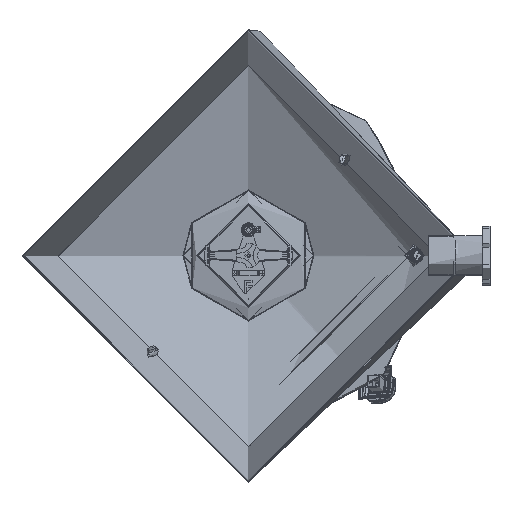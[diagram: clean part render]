
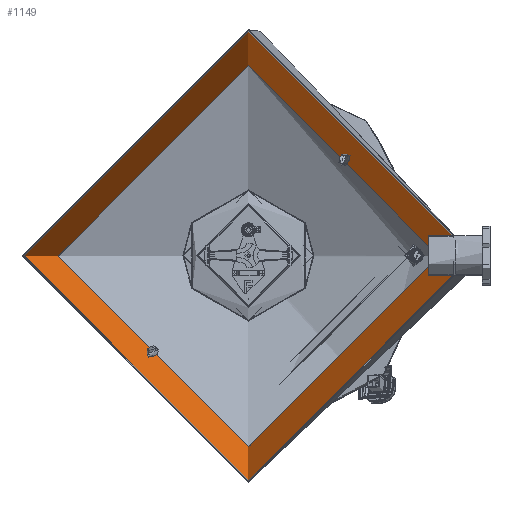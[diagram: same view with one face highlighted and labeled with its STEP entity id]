
A CAD part, top view. The second image highlights one B-rep face of the part: STEP entity #1149.
In plain terms, the highlighted toroidal (fillet/blend) face has major radius 740.674 mm and minor radius 353.332 mm.
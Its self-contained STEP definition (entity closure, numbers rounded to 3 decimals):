
#1149 = ADVANCED_FACE( '', ( #2937, #2938 ), #2939, .F. );
#2937 = FACE_OUTER_BOUND( '', #7179, .T. );
#2938 = FACE_OUTER_BOUND( '', #7180, .T. );
#2939 = TOROIDAL_SURFACE( '', #7181, 740.674, 353.332 );
#7179 = EDGE_LOOP( '', ( #14986 ) );
#7180 = EDGE_LOOP( '', ( #14987 ) );
#7181 = AXIS2_PLACEMENT_3D( '', #14988, #14989, #14990 );
#14986 = ORIENTED_EDGE( '', *, *, #20976, .F. );
#14987 = ORIENTED_EDGE( '', *, *, #20977, .T. );
#14988 = CARTESIAN_POINT( '', ( 0., 0., -361.212 ) );
#14989 = DIRECTION( '', ( 0., 0., -1. ) );
#14990 = DIRECTION( '', ( 0., 1., 0. ) );
#20976 = EDGE_CURVE( '', #23554, #23554, #23555, .T. );
#20977 = EDGE_CURVE( '', #23556, #23556, #23557, .T. );
#23554 = VERTEX_POINT( '', #40627 );
#23555 = CIRCLE( '', #40628, 1093.954 );
#23556 = VERTEX_POINT( '', #40629 );
#23557 = CIRCLE( '', #40630, 928.297 );
#40627 = CARTESIAN_POINT( '', ( 0., 1093.954, -367.278 ) );
#40628 = AXIS2_PLACEMENT_3D( '', #57836, #57837, #57838 );
#40629 = CARTESIAN_POINT( '', ( 0., 928.296, -660.614 ) );
#40630 = AXIS2_PLACEMENT_3D( '', #57839, #57840, #57841 );
#57836 = CARTESIAN_POINT( '', ( 0., 0., -367.277 ) );
#57837 = DIRECTION( '', ( 0., 0., -1. ) );
#57838 = DIRECTION( '', ( 0., 1., 0. ) );
#57839 = CARTESIAN_POINT( '', ( 0., -0.001, -660.614 ) );
#57840 = DIRECTION( '', ( 0., 0., -1. ) );
#57841 = DIRECTION( '', ( 0., 1., 0. ) );
